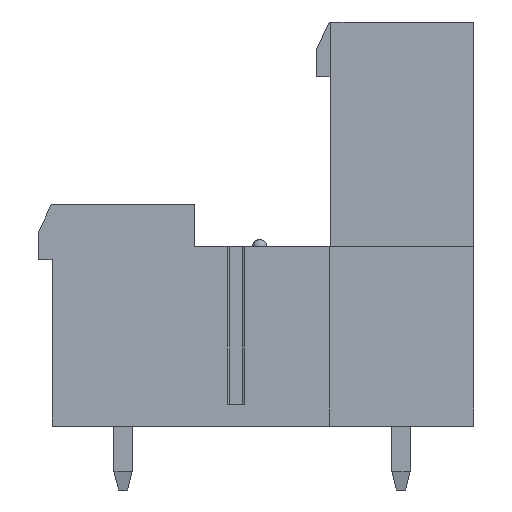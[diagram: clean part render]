
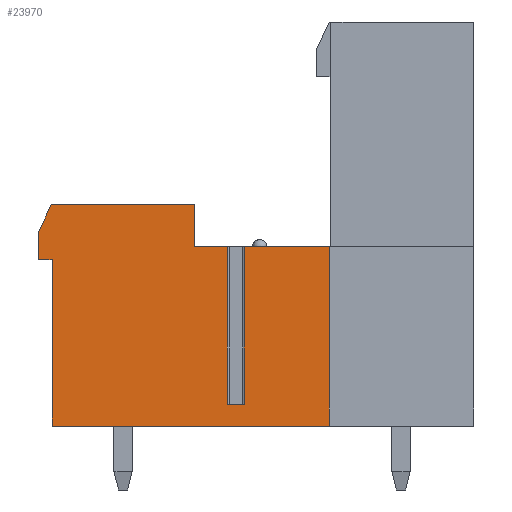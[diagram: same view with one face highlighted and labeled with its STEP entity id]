
A CAD part, left-side view. The second image highlights one B-rep face of the part: STEP entity #23970.
In plain terms, the highlighted planar face has unit normal (-1, 0, 0).
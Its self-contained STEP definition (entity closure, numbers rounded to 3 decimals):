
#7859=DIRECTION('',(0.,-1.,0.));
#7860=VECTOR('',#7859,7.85);
#7861=CARTESIAN_POINT('',(-0.7,-0.7,12.1));
#7862=LINE('',#7861,#7860);
#7863=DIRECTION('',(0.,0.,1.));
#7864=VECTOR('',#7863,2.3);
#7865=CARTESIAN_POINT('',(-0.7,-8.55,9.8));
#7866=LINE('',#7865,#7864);
#7867=DIRECTION('',(0.,1.,0.));
#7868=VECTOR('',#7867,1.78);
#7869=CARTESIAN_POINT('',(-0.7,-10.33,9.8));
#7870=LINE('',#7869,#7868);
#7871=DIRECTION('',(0.,1.,0.));
#7872=VECTOR('',#7871,0.94);
#7873=CARTESIAN_POINT('',(-0.7,-11.27,1.2));
#7874=LINE('',#7873,#7872);
#7875=DIRECTION('',(0.,1.,0.));
#7876=VECTOR('',#7875,4.63);
#7877=CARTESIAN_POINT('',(-0.7,-15.9,9.8));
#7878=LINE('',#7877,#7876);
#7879=DIRECTION('',(0.,0.,-1.));
#7880=VECTOR('',#7879,9.8);
#7881=CARTESIAN_POINT('',(-0.7,-15.9,9.8));
#7882=LINE('',#7881,#7880);
#7883=DIRECTION('',(0.,1.,0.));
#7884=VECTOR('',#7883,15.15);
#7885=CARTESIAN_POINT('',(-0.7,-15.9,0.));
#7886=LINE('',#7885,#7884);
#7887=DIRECTION('',(0.,0.,1.));
#7888=VECTOR('',#7887,9.1);
#7889=CARTESIAN_POINT('',(-0.7,-0.75,0.));
#7890=LINE('',#7889,#7888);
#7891=DIRECTION('',(0.,-1.,0.));
#7892=VECTOR('',#7891,0.75);
#7893=CARTESIAN_POINT('',(-0.7,0.,9.1));
#7894=LINE('',#7893,#7892);
#7895=DIRECTION('',(0.,0.,1.));
#7896=VECTOR('',#7895,1.5);
#7897=CARTESIAN_POINT('',(-0.7,0.,9.1));
#7898=LINE('',#7897,#7896);
#7899=DIRECTION('',(0.,-0.423,0.906));
#7900=VECTOR('',#7899,1.655);
#7901=CARTESIAN_POINT('',(-0.7,0.,10.6));
#7902=LINE('',#7901,#7900);
#7903=DIRECTION('',(0.,0.,-1.));
#7904=VECTOR('',#7903,8.6);
#7905=CARTESIAN_POINT('',(-0.7,-10.33,9.8));
#7906=LINE('',#7905,#7904);
#7931=DIRECTION('',(0.,0.,1.));
#7932=VECTOR('',#7931,8.6);
#7933=CARTESIAN_POINT('',(-0.7,-11.27,1.2));
#7934=LINE('',#7933,#7932);
#11421=CARTESIAN_POINT('',(-0.7,0.,9.1));
#11422=CARTESIAN_POINT('',(-0.7,-0.75,9.1));
#11423=VERTEX_POINT('',#11421);
#11424=VERTEX_POINT('',#11422);
#11425=CARTESIAN_POINT('',(-0.7,-0.75,0.));
#11426=VERTEX_POINT('',#11425);
#11427=CARTESIAN_POINT('',(-0.7,-8.55,9.8));
#11428=CARTESIAN_POINT('',(-0.7,-8.55,12.1));
#11429=VERTEX_POINT('',#11427);
#11430=VERTEX_POINT('',#11428);
#11431=CARTESIAN_POINT('',(-0.7,-15.9,9.8));
#11432=CARTESIAN_POINT('',(-0.7,-15.9,0.));
#11433=VERTEX_POINT('',#11431);
#11434=VERTEX_POINT('',#11432);
#11451=CARTESIAN_POINT('',(-0.7,0.,10.6));
#11452=CARTESIAN_POINT('',(-0.7,-0.7,12.1));
#11453=VERTEX_POINT('',#11451);
#11454=VERTEX_POINT('',#11452);
#11455=CARTESIAN_POINT('',(-0.7,-11.27,1.2));
#11456=CARTESIAN_POINT('',(-0.7,-10.33,1.2));
#11457=VERTEX_POINT('',#11455);
#11458=VERTEX_POINT('',#11456);
#11459=CARTESIAN_POINT('',(-0.7,-11.27,9.8));
#11460=VERTEX_POINT('',#11459);
#11461=CARTESIAN_POINT('',(-0.7,-10.33,9.8));
#11462=VERTEX_POINT('',#11461);
#23947=CARTESIAN_POINT('',(-0.7,0.,0.));
#23948=DIRECTION('',(1.,0.,0.));
#23949=DIRECTION('',(0.,0.,-1.));
#23950=AXIS2_PLACEMENT_3D('',#23947,#23948,#23949);
#23951=PLANE('',#23950);
#23952=ORIENTED_EDGE('',*,*,#16147,.T.);
#23953=ORIENTED_EDGE('',*,*,#17162,.F.);
#23954=ORIENTED_EDGE('',*,*,#17011,.F.);
#23956=ORIENTED_EDGE('',*,*,#23955,.T.);
#23958=ORIENTED_EDGE('',*,*,#23957,.F.);
#23960=ORIENTED_EDGE('',*,*,#23959,.T.);
#23961=ORIENTED_EDGE('',*,*,#16995,.F.);
#23962=ORIENTED_EDGE('',*,*,#23939,.T.);
#23963=ORIENTED_EDGE('',*,*,#14641,.T.);
#23964=ORIENTED_EDGE('',*,*,#16523,.T.);
#23965=ORIENTED_EDGE('',*,*,#16509,.F.);
#23966=ORIENTED_EDGE('',*,*,#16494,.T.);
#23967=ORIENTED_EDGE('',*,*,#16375,.T.);
#23968=EDGE_LOOP('',(#23952,#23953,#23954,#23956,#23958,#23960,#23961,#23962,
#23963,#23964,#23965,#23966,#23967));
#23969=FACE_OUTER_BOUND('',#23968,.F.);
#23970=ADVANCED_FACE('',(#23969),#23951,.F.);
#14641=EDGE_CURVE('',#11434,#11426,#7886,.T.);
#16147=EDGE_CURVE('',#11454,#11430,#7862,.T.);
#16375=EDGE_CURVE('',#11453,#11454,#7902,.T.);
#16494=EDGE_CURVE('',#11423,#11453,#7898,.T.);
#16509=EDGE_CURVE('',#11423,#11424,#7894,.T.);
#16523=EDGE_CURVE('',#11426,#11424,#7890,.T.);
#16995=EDGE_CURVE('',#11433,#11460,#7878,.T.);
#17011=EDGE_CURVE('',#11462,#11429,#7870,.T.);
#17162=EDGE_CURVE('',#11429,#11430,#7866,.T.);
#23939=EDGE_CURVE('',#11433,#11434,#7882,.T.);
#23955=EDGE_CURVE('',#11462,#11458,#7906,.T.);
#23957=EDGE_CURVE('',#11457,#11458,#7874,.T.);
#23959=EDGE_CURVE('',#11457,#11460,#7934,.T.);
